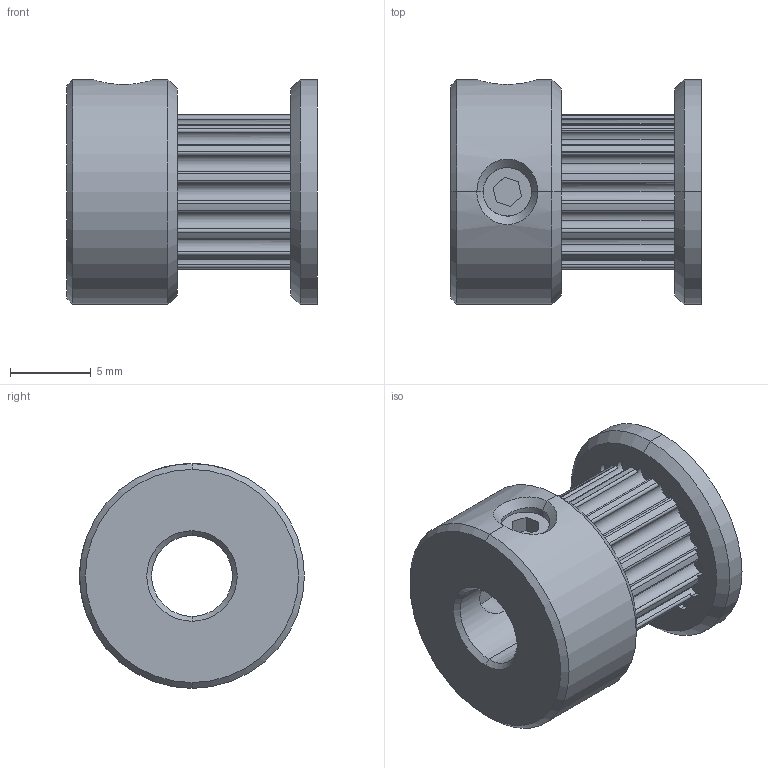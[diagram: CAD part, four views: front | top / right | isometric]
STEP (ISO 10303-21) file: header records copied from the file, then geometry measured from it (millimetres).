
FILE_DESCRIPTION (( 'STEP AP203' ), '1' );
FILE_NAME ('GT2_16T.STEP', '2016-11-14T12:23:26', ( 'Admin' ), ( '' ), 'SwSTEP 2.0', 'SolidWorks 2013', '' );
FILE_SCHEMA (( 'CONFIG_CONTROL_DESIGN' ));
Length unit declared in the file: millimetre
Products named in the file (1): GT2_16T
Bounding box: 15.5 x 13.9 x 13.9 mm (x, y, z)
Volume: 1357.4 mm3; surface area: 1483.3 mm2
Topology: 3 solids, 3 shells, 161 faces, 439 edges, 287 vertices
Faces by surface type: cylinder 104, plane 39, cone 14, bspline 4
Entity records: 7699 total; most frequent: CARTESIAN_POINT 3347, DIRECTION 984, ORIENTED_EDGE 878, EDGE_CURVE 439, AXIS2_PLACEMENT_3D 406, VERTEX_POINT 287, CIRCLE 248, LINE 172
